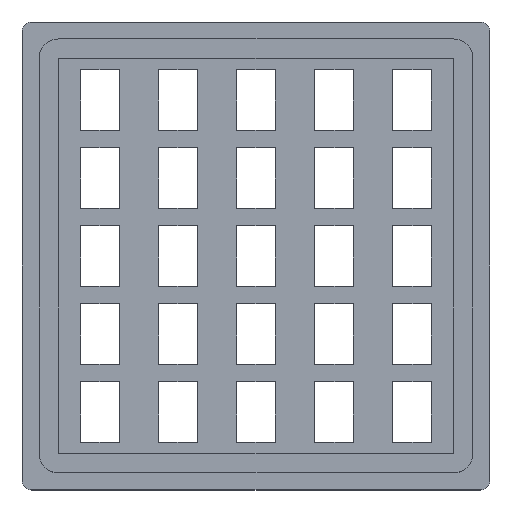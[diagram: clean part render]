
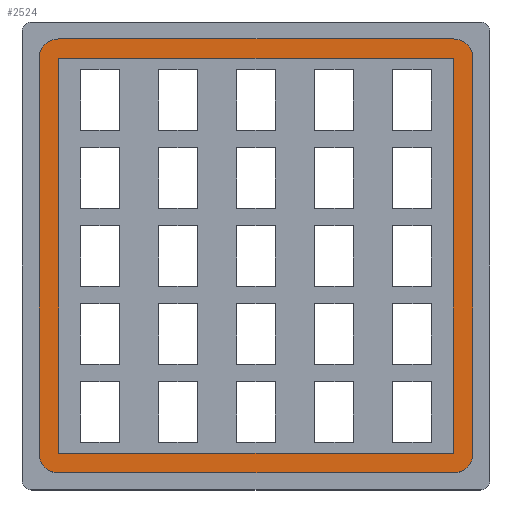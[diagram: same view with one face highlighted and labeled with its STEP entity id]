
A CAD part, top view. The second image highlights one B-rep face of the part: STEP entity #2524.
In plain terms, the highlighted planar face has unit normal (0, 0, 1).
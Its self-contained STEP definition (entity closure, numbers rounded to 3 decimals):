
#16=FACE_BOUND('',#318,.T.);
#71=PLANE('',#2675);
#192=FACE_OUTER_BOUND('',#317,.T.);
#317=EDGE_LOOP('',(#1835,#1836,#1837,#1838,#1839,#1840,#1841,#1842));
#318=EDGE_LOOP('',(#1843,#1844,#1845,#1846));
#503=LINE('',#3489,#847);
#505=LINE('',#3493,#849);
#506=LINE('',#3497,#850);
#507=LINE('',#3501,#851);
#508=LINE('',#3505,#852);
#509=LINE('',#3507,#853);
#510=LINE('',#3509,#854);
#511=LINE('',#3510,#855);
#847=VECTOR('',#2859,10.);
#849=VECTOR('',#2863,10.);
#850=VECTOR('',#2866,10.);
#851=VECTOR('',#2869,10.);
#852=VECTOR('',#2872,10.);
#853=VECTOR('',#2873,10.);
#854=VECTOR('',#2874,10.);
#855=VECTOR('',#2875,10.);
#1183=CIRCLE('',#2673,2.);
#1184=CIRCLE('',#2676,2.);
#1185=CIRCLE('',#2677,2.);
#1186=CIRCLE('',#2678,2.);
#1211=VERTEX_POINT('',#3482);
#1212=VERTEX_POINT('',#3483);
#1213=VERTEX_POINT('',#3488);
#1214=VERTEX_POINT('',#3492);
#1215=VERTEX_POINT('',#3494);
#1216=VERTEX_POINT('',#3496);
#1217=VERTEX_POINT('',#3498);
#1218=VERTEX_POINT('',#3500);
#1219=VERTEX_POINT('',#3503);
#1220=VERTEX_POINT('',#3504);
#1221=VERTEX_POINT('',#3506);
#1222=VERTEX_POINT('',#3508);
#1457=EDGE_CURVE('',#1211,#1212,#1183,.T.);
#1460=EDGE_CURVE('',#1213,#1212,#503,.T.);
#1462=EDGE_CURVE('',#1211,#1214,#505,.T.);
#1463=EDGE_CURVE('',#1215,#1214,#1184,.T.);
#1464=EDGE_CURVE('',#1215,#1216,#506,.T.);
#1465=EDGE_CURVE('',#1217,#1216,#1185,.T.);
#1466=EDGE_CURVE('',#1217,#1218,#507,.T.);
#1467=EDGE_CURVE('',#1213,#1218,#1186,.T.);
#1468=EDGE_CURVE('',#1219,#1220,#508,.T.);
#1469=EDGE_CURVE('',#1220,#1221,#509,.T.);
#1470=EDGE_CURVE('',#1221,#1222,#510,.T.);
#1471=EDGE_CURVE('',#1222,#1219,#511,.T.);
#1835=ORIENTED_EDGE('',*,*,#1457,.F.);
#1836=ORIENTED_EDGE('',*,*,#1462,.T.);
#1837=ORIENTED_EDGE('',*,*,#1463,.F.);
#1838=ORIENTED_EDGE('',*,*,#1464,.T.);
#1839=ORIENTED_EDGE('',*,*,#1465,.F.);
#1840=ORIENTED_EDGE('',*,*,#1466,.T.);
#1841=ORIENTED_EDGE('',*,*,#1467,.F.);
#1842=ORIENTED_EDGE('',*,*,#1460,.T.);
#1843=ORIENTED_EDGE('',*,*,#1468,.T.);
#1844=ORIENTED_EDGE('',*,*,#1469,.T.);
#1845=ORIENTED_EDGE('',*,*,#1470,.T.);
#1846=ORIENTED_EDGE('',*,*,#1471,.T.);
#2524=ADVANCED_FACE('',(#192,#16),#71,.T.);
#2673=AXIS2_PLACEMENT_3D('',#3484,#2853,#2854);
#2675=AXIS2_PLACEMENT_3D('',#3491,#2861,#2862);
#2676=AXIS2_PLACEMENT_3D('',#3495,#2864,#2865);
#2677=AXIS2_PLACEMENT_3D('',#3499,#2867,#2868);
#2678=AXIS2_PLACEMENT_3D('',#3502,#2870,#2871);
#2853=DIRECTION('center_axis',(0.,0.,-1.));
#2854=DIRECTION('ref_axis',(-0.707,-0.707,0.));
#2859=DIRECTION('',(0.,-1.,0.));
#2861=DIRECTION('center_axis',(0.,0.,1.));
#2862=DIRECTION('ref_axis',(1.,0.,0.));
#2863=DIRECTION('',(1.,0.,0.));
#2864=DIRECTION('center_axis',(0.,0.,-1.));
#2865=DIRECTION('ref_axis',(0.707,-0.707,0.));
#2866=DIRECTION('',(0.,1.,0.));
#2867=DIRECTION('center_axis',(0.,0.,-1.));
#2868=DIRECTION('ref_axis',(0.707,0.707,0.));
#2869=DIRECTION('',(-1.,0.,0.));
#2870=DIRECTION('center_axis',(0.,0.,-1.));
#2871=DIRECTION('ref_axis',(-0.707,0.707,0.));
#2872=DIRECTION('',(1.,0.,0.));
#2873=DIRECTION('',(0.,-1.,0.));
#2874=DIRECTION('',(-1.,0.,0.));
#2875=DIRECTION('',(0.,1.,0.));
#3482=CARTESIAN_POINT('',(3.75,1.75,7.2));
#3483=CARTESIAN_POINT('',(1.75,3.75,7.2));
#3484=CARTESIAN_POINT('Origin',(3.75,3.75,7.2));
#3488=CARTESIAN_POINT('',(1.75,44.25,7.2));
#3489=CARTESIAN_POINT('',(1.75,1.75,7.2));
#3491=CARTESIAN_POINT('Origin',(24.,24.,7.2));
#3492=CARTESIAN_POINT('',(44.25,1.75,7.2));
#3493=CARTESIAN_POINT('',(46.25,1.75,7.2));
#3494=CARTESIAN_POINT('',(46.25,3.75,7.2));
#3495=CARTESIAN_POINT('Origin',(44.25,3.75,7.2));
#3496=CARTESIAN_POINT('',(46.25,44.25,7.2));
#3497=CARTESIAN_POINT('',(46.25,46.25,7.2));
#3498=CARTESIAN_POINT('',(44.25,46.25,7.2));
#3499=CARTESIAN_POINT('Origin',(44.25,44.25,7.2));
#3500=CARTESIAN_POINT('',(3.75,46.25,7.2));
#3501=CARTESIAN_POINT('',(1.75,46.25,7.2));
#3502=CARTESIAN_POINT('Origin',(3.75,44.25,7.2));
#3503=CARTESIAN_POINT('',(3.75,44.25,7.2));
#3504=CARTESIAN_POINT('',(44.25,44.25,7.2));
#3505=CARTESIAN_POINT('',(3.75,44.25,7.2));
#3506=CARTESIAN_POINT('',(44.25,3.75,7.2));
#3507=CARTESIAN_POINT('',(44.25,44.25,7.2));
#3508=CARTESIAN_POINT('',(3.75,3.75,7.2));
#3509=CARTESIAN_POINT('',(44.25,3.75,7.2));
#3510=CARTESIAN_POINT('',(3.75,3.75,7.2));
